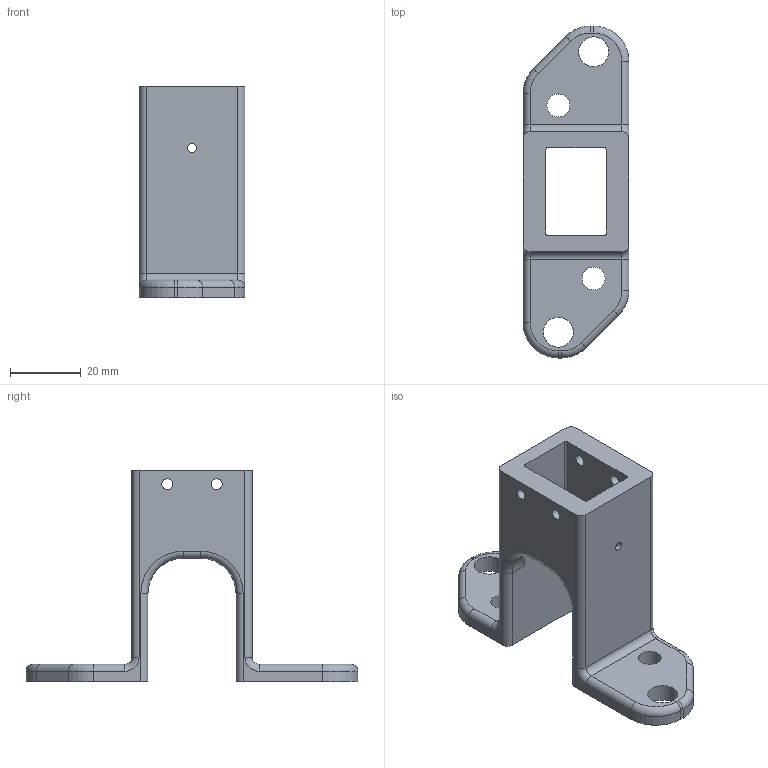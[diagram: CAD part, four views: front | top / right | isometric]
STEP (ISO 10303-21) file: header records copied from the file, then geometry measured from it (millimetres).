
FILE_DESCRIPTION(/* description */ (''),/* implementation_level */ '2;1');
FILE_NAME(/* name */ 'PFS_cap_extractor_housing.stp',/* time_stamp */ '2023-05-02T09:33:39+02:00',/* author */ ('ZKHO'),/* organization */ (''),/* preprocessor_version */ 'ST-DEVELOPER v19.2',/* originating_system */ 'Autodesk Inventor 2023',/* authorisation */ '');
FILE_SCHEMA (('AUTOMOTIVE_DESIGN { 1 0 10303 214 3 1 1 }'));
Length unit declared in the file: millimetre
Products named in the file (1): PFS_cap_extractor_housing
Bounding box: 30 x 94 x 60 mm (x, y, z)
Volume: 30750.7 mm3; surface area: 14708.6 mm2
Topology: 1 solids, 1 shells, 93 faces, 234 edges, 140 vertices
Faces by surface type: cylinder 48, plane 21, torus 18, bspline 4, cone 2
Full cylindrical faces by diameter (mm): 2.5 x2, 3.1 x4, 6.05 x2, 6.5 x2, 8.5 x2
Entity records: 3033 total; most frequent: CARTESIAN_POINT 676, DIRECTION 520, ORIENTED_EDGE 460, EDGE_CURVE 230, AXIS2_PLACEMENT_3D 208, VERTEX_POINT 140, CIRCLE 118, EDGE_LOOP 116
